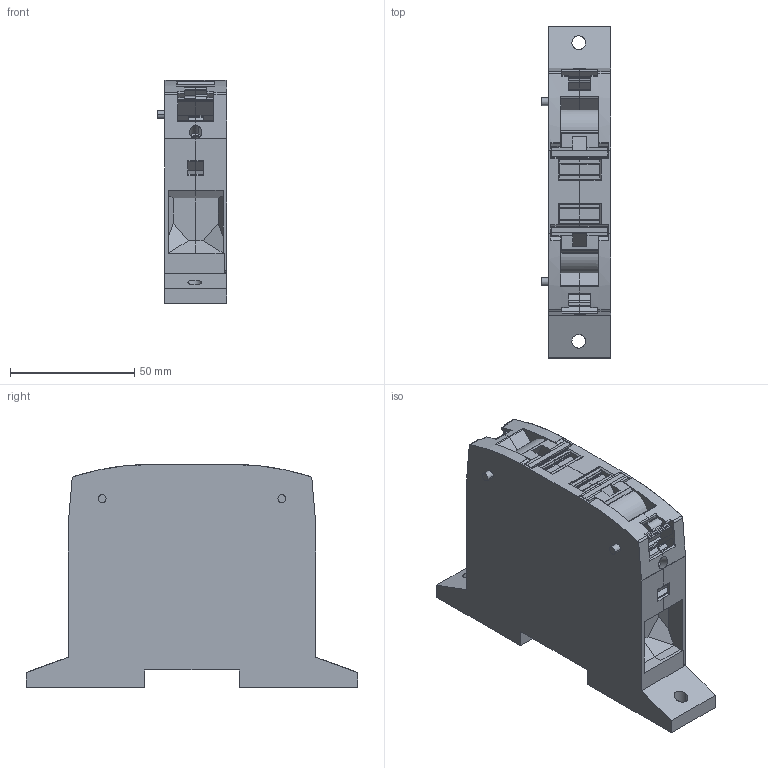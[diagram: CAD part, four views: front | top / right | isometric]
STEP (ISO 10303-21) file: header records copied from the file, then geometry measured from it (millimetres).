
FILE_DESCRIPTION(('CATIA V5 STEP Exchange','CAx-IF Rec.Pracs.--- Model Styling and Organization---1.4--- 2014-01-23'),'2;1');
FILE_NAME ('1148620-8_1', '2019-11-27T08:35:38+00:00', ('none'), ('Weidmueller'), 'CATIA Version 5-6 Release 2016 SP3 HF44', 'CATIA V5 STEP AP214', 'none');
FILE_SCHEMA(('AUTOMOTIVE_DESIGN { 1 0 10303 214 1 1 1 1 }'));
Length unit declared in the file: millimetre
Products named in the file (1): 2694170000
Bounding box: 28 x 133.44 x 89.65 mm (x, y, z)
Volume: 198718.8 mm3; surface area: 57136 mm2
Topology: 6 solids, 12 shells, 844 faces, 2462 edges, 1648 vertices
Faces by surface type: plane 461, cylinder 303, extrusion 52, cone 20, torus 4, bspline 4
Entity records: 30905 total; most frequent: CARTESIAN_POINT 9498, ORIENTED_EDGE 4920, DIRECTION 3589, EDGE_CURVE 2460, VECTOR 1681, VERTEX_POINT 1648, LINE 1629, AXIS2_PLACEMENT_3D 1236
